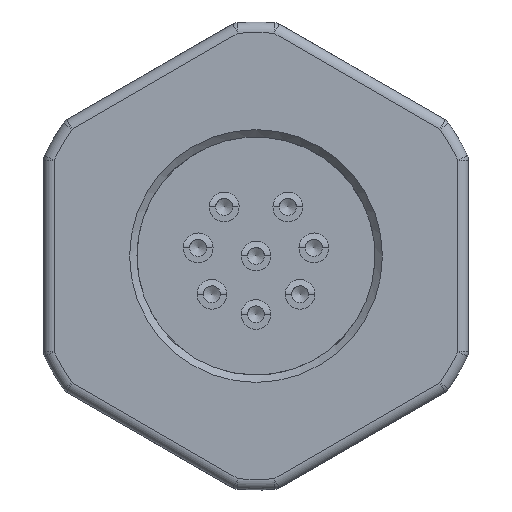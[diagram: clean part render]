
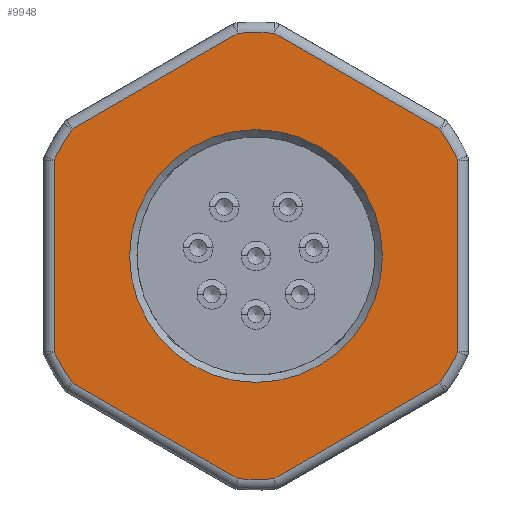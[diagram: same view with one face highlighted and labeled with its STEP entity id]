
A CAD part, left-side view. The second image highlights one B-rep face of the part: STEP entity #9948.
In plain terms, the highlighted face is planar.
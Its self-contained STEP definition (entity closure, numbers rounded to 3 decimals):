
#311=PLANE('',#10798);
#943=LINE('',#18392,#1802);
#951=LINE('',#18427,#1810);
#957=LINE('',#18449,#1816);
#970=LINE('',#18536,#1829);
#976=LINE('',#18564,#1835);
#981=LINE('',#18590,#1840);
#1802=VECTOR('',#12115,1000.);
#1810=VECTOR('',#12163,1000.);
#1816=VECTOR('',#12197,1000.);
#1829=VECTOR('',#12318,1000.);
#1835=VECTOR('',#12356,1000.);
#1840=VECTOR('',#12393,1000.);
#3712=ORIENTED_EDGE('',*,*,#5602,.F.);
#3713=ORIENTED_EDGE('',*,*,#5949,.F.);
#3714=ORIENTED_EDGE('',*,*,#5942,.T.);
#3715=ORIENTED_EDGE('',*,*,#5935,.F.);
#3716=ORIENTED_EDGE('',*,*,#5928,.F.);
#3717=ORIENTED_EDGE('',*,*,#5921,.F.);
#3718=ORIENTED_EDGE('',*,*,#5854,.F.);
#3719=ORIENTED_EDGE('',*,*,#5840,.F.);
#3720=ORIENTED_EDGE('',*,*,#5872,.T.);
#3721=ORIENTED_EDGE('',*,*,#5832,.F.);
#3722=ORIENTED_EDGE('',*,*,#5884,.F.);
#3723=ORIENTED_EDGE('',*,*,#5821,.F.);
#3724=ORIENTED_EDGE('',*,*,#5955,.F.);
#5602=EDGE_CURVE('',#6961,#6961,#7853,.T.);
#5821=EDGE_CURVE('',#7106,#7113,#7871,.T.);
#5832=EDGE_CURVE('',#7121,#7122,#7880,.T.);
#5840=EDGE_CURVE('',#7128,#7126,#7888,.T.);
#5854=EDGE_CURVE('',#7126,#7137,#943,.T.);
#5872=EDGE_CURVE('',#7128,#7122,#951,.T.);
#5884=EDGE_CURVE('',#7113,#7121,#957,.T.);
#5921=EDGE_CURVE('',#7137,#7164,#7941,.T.);
#5928=EDGE_CURVE('',#7164,#7167,#970,.T.);
#5935=EDGE_CURVE('',#7167,#7170,#7949,.T.);
#5942=EDGE_CURVE('',#7173,#7170,#976,.T.);
#5949=EDGE_CURVE('',#7173,#7176,#7957,.T.);
#5955=EDGE_CURVE('',#7176,#7106,#981,.T.);
#6961=VERTEX_POINT('',#14529);
#7106=VERTEX_POINT('',#18304);
#7113=VERTEX_POINT('',#18323);
#7121=VERTEX_POINT('',#18345);
#7122=VERTEX_POINT('',#18347);
#7126=VERTEX_POINT('',#18358);
#7128=VERTEX_POINT('',#18362);
#7137=VERTEX_POINT('',#18389);
#7164=VERTEX_POINT('',#18523);
#7167=VERTEX_POINT('',#18537);
#7170=VERTEX_POINT('',#18551);
#7173=VERTEX_POINT('',#18565);
#7176=VERTEX_POINT('',#18579);
#7853=CIRCLE('',#10593,5.95);
#7871=CIRCLE('',#10639,10.5);
#7880=CIRCLE('',#10652,10.5);
#7888=CIRCLE('',#10662,10.5);
#7941=CIRCLE('',#10758,10.5);
#7949=CIRCLE('',#10774,10.5);
#7957=CIRCLE('',#10790,10.5);
#8448=EDGE_LOOP('',(#3712));
#8449=EDGE_LOOP('',(#3713,#3714,#3715,#3716,#3717,#3718,#3719,#3720,#3721,
#3722,#3723,#3724));
#9177=FACE_BOUND('',#8448,.T.);
#9178=FACE_BOUND('',#8449,.T.);
#9948=ADVANCED_FACE('',(#9177,#9178),#311,.F.);
#10593=AXIS2_PLACEMENT_3D('',#14528,#11903,#11904);
#10639=AXIS2_PLACEMENT_3D('',#18322,#12031,#12032);
#10652=AXIS2_PLACEMENT_3D('',#18346,#12059,#12060);
#10662=AXIS2_PLACEMENT_3D('',#18363,#12079,#12080);
#10758=AXIS2_PLACEMENT_3D('',#18522,#12299,#12300);
#10774=AXIS2_PLACEMENT_3D('',#18550,#12337,#12338);
#10790=AXIS2_PLACEMENT_3D('',#18578,#12375,#12376);
#10798=AXIS2_PLACEMENT_3D('',#18591,#12394,#12395);
#11903=DIRECTION('',(0.,0.,-1.));
#11904=DIRECTION('',(1.,0.,0.));
#12031=DIRECTION('',(0.,0.,1.));
#12032=DIRECTION('',(-0.997,0.081,0.));
#12059=DIRECTION('',(0.,0.,1.));
#12060=DIRECTION('',(-0.568,-0.823,0.));
#12079=DIRECTION('',(0.,0.,1.));
#12080=DIRECTION('',(0.429,-0.904,0.));
#12115=DIRECTION('',(0.5,0.866,0.));
#12163=DIRECTION('',(-1.,0.,0.));
#12197=DIRECTION('',(0.5,-0.866,0.));
#12299=DIRECTION('',(0.,0.,1.));
#12300=DIRECTION('',(0.997,-0.081,0.));
#12318=DIRECTION('',(-0.5,0.866,0.));
#12337=DIRECTION('',(0.,0.,1.));
#12338=DIRECTION('',(0.568,0.823,0.));
#12356=DIRECTION('',(1.,0.,0.));
#12375=DIRECTION('',(0.,0.,1.));
#12376=DIRECTION('',(-0.429,0.904,0.));
#12393=DIRECTION('',(-0.5,-0.866,0.));
#12394=DIRECTION('',(0.,0.,1.));
#12395=DIRECTION('',(0.,1.,0.));
#14528=CARTESIAN_POINT('',(0.,0.,-5.));
#14529=CARTESIAN_POINT('',(5.95,0.,-5.));
#18304=CARTESIAN_POINT('',(-10.481,0.846,-5.));
#18322=CARTESIAN_POINT('',(-0.015,0.,-5.));
#18323=CARTESIAN_POINT('',(-10.481,-0.846,-5.));
#18345=CARTESIAN_POINT('',(-5.973,-8.654,-5.));
#18346=CARTESIAN_POINT('',(-0.008,-0.013,-5.));
#18347=CARTESIAN_POINT('',(-4.508,-9.5,-5.));
#18358=CARTESIAN_POINT('',(5.973,-8.654,-5.));
#18362=CARTESIAN_POINT('',(4.508,-9.5,-5.));
#18363=CARTESIAN_POINT('',(0.008,-0.013,-5.));
#18389=CARTESIAN_POINT('',(10.481,-0.846,-5.));
#18392=CARTESIAN_POINT('',(5.973,-8.654,-5.));
#18427=CARTESIAN_POINT('',(4.508,-9.5,-5.));
#18449=CARTESIAN_POINT('',(-10.481,-0.846,-5.));
#18522=CARTESIAN_POINT('',(0.015,0.,-5.));
#18523=CARTESIAN_POINT('',(10.481,0.846,-5.));
#18536=CARTESIAN_POINT('',(10.481,0.846,-5.));
#18537=CARTESIAN_POINT('',(5.973,8.654,-5.));
#18550=CARTESIAN_POINT('',(0.008,0.013,-5.));
#18551=CARTESIAN_POINT('',(4.508,9.5,-5.));
#18564=CARTESIAN_POINT('',(-4.508,9.5,-5.));
#18565=CARTESIAN_POINT('',(-4.508,9.5,-5.));
#18578=CARTESIAN_POINT('',(-0.008,0.013,-5.));
#18579=CARTESIAN_POINT('',(-5.973,8.654,-5.));
#18590=CARTESIAN_POINT('',(-5.973,8.654,-5.));
#18591=CARTESIAN_POINT('',(0.,0.,-5.));
